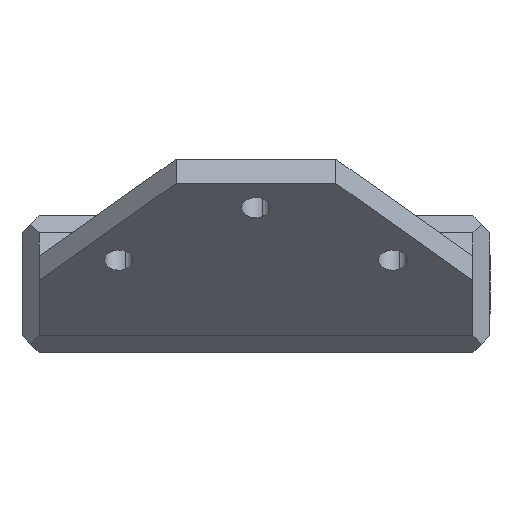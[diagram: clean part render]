
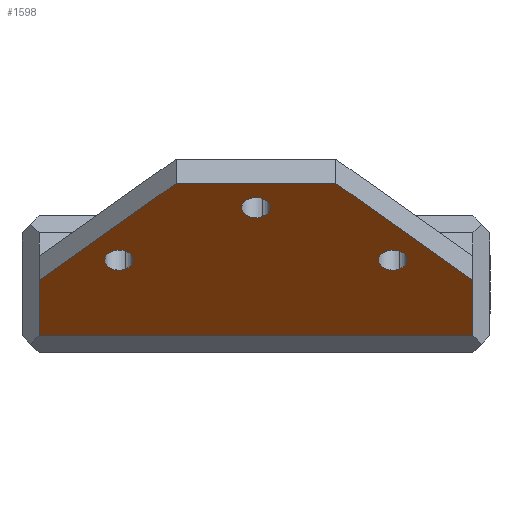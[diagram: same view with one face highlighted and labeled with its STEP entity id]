
A CAD part, left-side view. The second image highlights one B-rep face of the part: STEP entity #1598.
In plain terms, the highlighted planar face has unit normal (-0.707, 0, -0.707).
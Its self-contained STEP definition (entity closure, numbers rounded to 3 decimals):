
#61=CARTESIAN_POINT('Vertex',(-11.993,0.599,13.493)) ;
#66=CARTESIAN_POINT('Axis2P3D Location',(-11.218,0.,12.718)) ;
#70=CARTESIAN_POINT('Vertex',(-10.442,-0.599,11.942)) ;
#193=CARTESIAN_POINT('Axis2P3D Location',(-11.218,0.,12.718)) ;
#214=CARTESIAN_POINT('Vertex',(-4.854,-19.,6.354)) ;
#217=CARTESIAN_POINT('Line Origine',(-2.427,-19.,3.927)) ;
#221=CARTESIAN_POINT('Vertex',(0.,-19.,1.5)) ;
#359=CARTESIAN_POINT('Vertex',(0.,19.,1.5)) ;
#379=CARTESIAN_POINT('Line Origine',(0.,0.,1.5)) ;
#1406=CARTESIAN_POINT('Vertex',(-7.397,12.599,8.897)) ;
#1409=CARTESIAN_POINT('Axis2P3D Location',(-6.621,12.,8.121)) ;
#1413=CARTESIAN_POINT('Vertex',(-5.846,11.401,7.346)) ;
#1428=CARTESIAN_POINT('Axis2P3D Location',(-6.621,12.,8.121)) ;
#1449=CARTESIAN_POINT('Vertex',(-7.397,-11.401,8.897)) ;
#1452=CARTESIAN_POINT('Axis2P3D Location',(-6.621,-12.,8.121)) ;
#1456=CARTESIAN_POINT('Vertex',(-5.846,-12.599,7.346)) ;
#1471=CARTESIAN_POINT('Axis2P3D Location',(-6.621,-12.,8.121)) ;
#1492=CARTESIAN_POINT('Vertex',(-13.339,-7.,14.839)) ;
#1495=CARTESIAN_POINT('Line Origine',(-9.096,-13.,10.596)) ;
#1516=CARTESIAN_POINT('Vertex',(-13.339,7.,14.839)) ;
#1519=CARTESIAN_POINT('Line Origine',(-13.339,0.,14.839)) ;
#1540=CARTESIAN_POINT('Vertex',(-4.854,19.,6.354)) ;
#1543=CARTESIAN_POINT('Line Origine',(-9.096,13.,10.596)) ;
#1560=CARTESIAN_POINT('Line Origine',(-2.427,19.,3.927)) ;
#1573=CARTESIAN_POINT('Axis2P3D Location',(-13.339,0.,14.839)) ;
#67=DIRECTION('Axis2P3D Direction',(-0.707,0.,-0.707)) ;
#194=DIRECTION('Axis2P3D Direction',(-0.707,0.,-0.707)) ;
#218=DIRECTION('Vector Direction',(0.707,0.,-0.707)) ;
#380=DIRECTION('Vector Direction',(0.,-1.,0.)) ;
#1410=DIRECTION('Axis2P3D Direction',(-0.707,0.,-0.707)) ;
#1429=DIRECTION('Axis2P3D Direction',(-0.707,0.,-0.707)) ;
#1453=DIRECTION('Axis2P3D Direction',(-0.707,-0.,-0.707)) ;
#1472=DIRECTION('Axis2P3D Direction',(-0.707,-0.,-0.707)) ;
#1496=DIRECTION('Vector Direction',(0.5,-0.707,-0.5)) ;
#1520=DIRECTION('Vector Direction',(0.,1.,0.)) ;
#1544=DIRECTION('Vector Direction',(0.5,0.707,-0.5)) ;
#1561=DIRECTION('Vector Direction',(0.707,0.,-0.707)) ;
#1574=DIRECTION('Axis2P3D Direction',(0.707,-0.,0.707)) ;
#1575=DIRECTION('Axis2P3D XDirection',(0.707,0.,-0.707)) ;
#68=AXIS2_PLACEMENT_3D('Circle Axis2P3D',#66,#67,$) ;
#195=AXIS2_PLACEMENT_3D('Circle Axis2P3D',#193,#194,$) ;
#1411=AXIS2_PLACEMENT_3D('Circle Axis2P3D',#1409,#1410,$) ;
#1430=AXIS2_PLACEMENT_3D('Circle Axis2P3D',#1428,#1429,$) ;
#1454=AXIS2_PLACEMENT_3D('Circle Axis2P3D',#1452,#1453,$) ;
#1473=AXIS2_PLACEMENT_3D('Circle Axis2P3D',#1471,#1472,$) ;
#1576=AXIS2_PLACEMENT_3D('Plane Axis2P3D',#1573,#1574,#1575) ;
#1579=ORIENTED_EDGE('',*,*,#1499,.F.) ;
#1580=ORIENTED_EDGE('',*,*,#1523,.T.) ;
#1581=ORIENTED_EDGE('',*,*,#1547,.F.) ;
#1582=ORIENTED_EDGE('',*,*,#1564,.F.) ;
#1583=ORIENTED_EDGE('',*,*,#383,.T.) ;
#1584=ORIENTED_EDGE('',*,*,#223,.T.) ;
#1587=ORIENTED_EDGE('',*,*,#72,.T.) ;
#1588=ORIENTED_EDGE('',*,*,#197,.T.) ;
#1591=ORIENTED_EDGE('',*,*,#1458,.T.) ;
#1592=ORIENTED_EDGE('',*,*,#1475,.T.) ;
#1595=ORIENTED_EDGE('',*,*,#1415,.T.) ;
#1596=ORIENTED_EDGE('',*,*,#1432,.T.) ;
#1589=FACE_BOUND('',#1586,.T.) ;
#1593=FACE_BOUND('',#1590,.T.) ;
#1597=FACE_BOUND('',#1594,.T.) ;
#219=VECTOR('Line Direction',#218,1.) ;
#381=VECTOR('Line Direction',#380,1.) ;
#1497=VECTOR('Line Direction',#1496,1.) ;
#1521=VECTOR('Line Direction',#1520,1.) ;
#1545=VECTOR('Line Direction',#1544,1.) ;
#1562=VECTOR('Line Direction',#1561,1.) ;
#1598=ADVANCED_FACE('Corps principal',(#1585,#1589,#1593,#1597),#1577,.F.) ;
#69=CIRCLE('generated circle',#68,1.25) ;
#196=CIRCLE('generated circle',#195,1.25) ;
#1412=CIRCLE('generated circle',#1411,1.25) ;
#1431=CIRCLE('generated circle',#1430,1.25) ;
#1455=CIRCLE('generated circle',#1454,1.25) ;
#1474=CIRCLE('generated circle',#1473,1.25) ;
#72=EDGE_CURVE('',#71,#62,#69,.F.) ;
#197=EDGE_CURVE('',#62,#71,#196,.F.) ;
#223=EDGE_CURVE('',#222,#215,#220,.F.) ;
#383=EDGE_CURVE('',#360,#222,#382,.T.) ;
#1415=EDGE_CURVE('',#1414,#1407,#1412,.F.) ;
#1432=EDGE_CURVE('',#1407,#1414,#1431,.F.) ;
#1458=EDGE_CURVE('',#1457,#1450,#1455,.F.) ;
#1475=EDGE_CURVE('',#1450,#1457,#1474,.F.) ;
#1499=EDGE_CURVE('',#1493,#215,#1498,.T.) ;
#1523=EDGE_CURVE('',#1493,#1517,#1522,.T.) ;
#1547=EDGE_CURVE('',#1541,#1517,#1546,.F.) ;
#1564=EDGE_CURVE('',#360,#1541,#1563,.F.) ;
#1578=EDGE_LOOP('',(#1579,#1580,#1581,#1582,#1583,#1584)) ;
#1586=EDGE_LOOP('',(#1587,#1588)) ;
#1590=EDGE_LOOP('',(#1591,#1592)) ;
#1594=EDGE_LOOP('',(#1595,#1596)) ;
#1585=FACE_OUTER_BOUND('',#1578,.T.) ;
#220=LINE('Line',#217,#219) ;
#382=LINE('Line',#379,#381) ;
#1498=LINE('Line',#1495,#1497) ;
#1522=LINE('Line',#1519,#1521) ;
#1546=LINE('Line',#1543,#1545) ;
#1563=LINE('Line',#1560,#1562) ;
#1577=PLANE('Plane',#1576) ;
#62=VERTEX_POINT('',#61) ;
#71=VERTEX_POINT('',#70) ;
#215=VERTEX_POINT('',#214) ;
#222=VERTEX_POINT('',#221) ;
#360=VERTEX_POINT('',#359) ;
#1407=VERTEX_POINT('',#1406) ;
#1414=VERTEX_POINT('',#1413) ;
#1450=VERTEX_POINT('',#1449) ;
#1457=VERTEX_POINT('',#1456) ;
#1493=VERTEX_POINT('',#1492) ;
#1517=VERTEX_POINT('',#1516) ;
#1541=VERTEX_POINT('',#1540) ;
